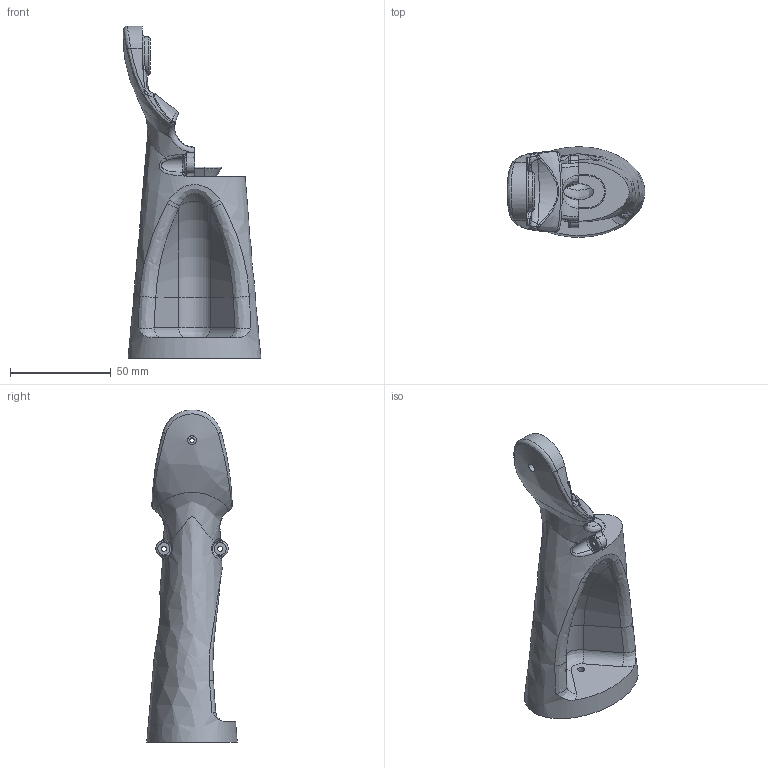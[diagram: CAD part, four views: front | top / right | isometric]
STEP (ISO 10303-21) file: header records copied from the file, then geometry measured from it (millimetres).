
FILE_DESCRIPTION(/* description */ (''),/* implementation_level */ '2;1');
FILE_NAME(/* name */ 'Robot - J4 (ARM).stp',/* time_stamp */ '2020-05-04T15:56:42-04:00',/* author */ ('seb66'),/* organization */ (''),/* preprocessor_version */ 'ST-DEVELOPER v18.1',/* originating_system */ 'Autodesk Inventor 2021',/* authorisation */ '');
FILE_SCHEMA (('AUTOMOTIVE_DESIGN { 1 0 10303 214 3 1 1 }'));
Length unit declared in the file: millimetre
Products named in the file (1): Robot - J4 (ARM)
Bounding box: 68.46 x 44.96 x 164.99 mm (x, y, z)
Volume: 128831.2 mm3; surface area: 27789.5 mm2
Topology: 1 solids, 1 shells, 141 faces, 358 edges, 218 vertices
Faces by surface type: bspline 80, cylinder 27, plane 19, torus 8, cone 5, sphere 2
Full cylindrical faces by diameter (mm): 2.2 x1, 2.5 x2, 3.4 x1, 4 x1, 4.4 x1, 5.7 x1, 14 x1, 19.5 x1, 30.5 x1
Entity records: 7876 total; most frequent: CARTESIAN_POINT 4812, ORIENTED_EDGE 704, DIRECTION 436, EDGE_CURVE 352, VERTEX_POINT 218, AXIS2_PLACEMENT_3D 197, B_SPLINE_CURVE_WITH_KNOTS 175, EDGE_LOOP 156
